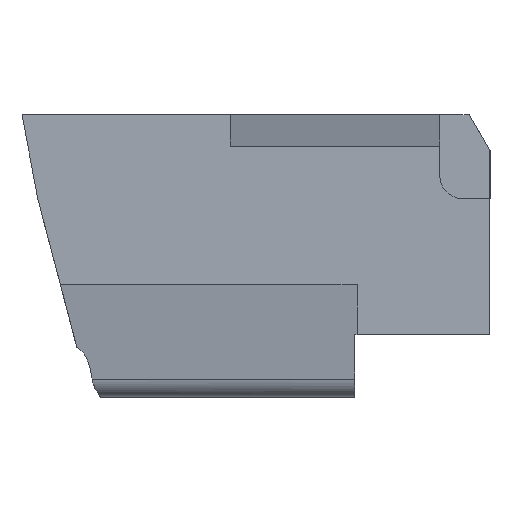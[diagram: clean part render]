
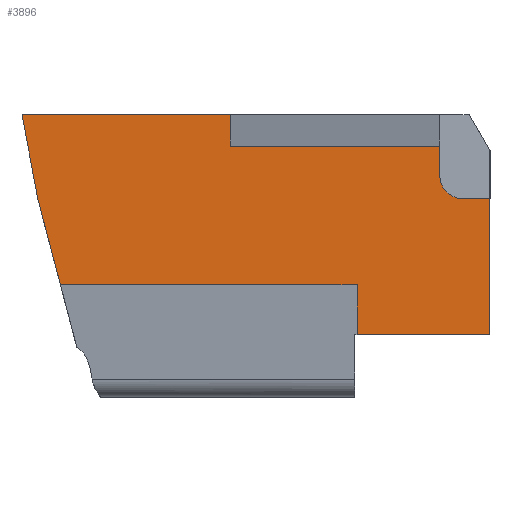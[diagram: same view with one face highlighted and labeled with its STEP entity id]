
A CAD part, front view. The second image highlights one B-rep face of the part: STEP entity #3896.
In plain terms, the highlighted planar face has unit normal (0, -1, 0).
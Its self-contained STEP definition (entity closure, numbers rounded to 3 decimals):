
#97=CARTESIAN_POINT('Vertex',(-34.684,10.,5.769)) ;
#100=CARTESIAN_POINT('Line Origine',(-35.767,10.,9.884)) ;
#104=CARTESIAN_POINT('Vertex',(-36.85,10.,14.)) ;
#271=CARTESIAN_POINT('Vertex',(-6.35,10.,5.769)) ;
#274=CARTESIAN_POINT('Line Origine',(-20.517,10.,5.769)) ;
#535=CARTESIAN_POINT('Line Origine',(6.35,10.,9.768)) ;
#539=CARTESIAN_POINT('Vertex',(6.35,10.,1.)) ;
#541=CARTESIAN_POINT('Vertex',(6.35,10.,18.536)) ;
#663=CARTESIAN_POINT('Vertex',(-38.35,10.,22.)) ;
#666=CARTESIAN_POINT('Line Origine',(-28.4,10.,22.)) ;
#670=CARTESIAN_POINT('Vertex',(-18.45,10.,22.)) ;
#938=CARTESIAN_POINT('Line Origine',(-6.35,10.,3.384)) ;
#942=CARTESIAN_POINT('Vertex',(-6.35,10.,1.)) ;
#2940=CARTESIAN_POINT('Line Origine',(-6.184,10.,19.)) ;
#2944=CARTESIAN_POINT('Vertex',(-18.45,10.,19.)) ;
#2946=CARTESIAN_POINT('Vertex',(6.082,10.,19.)) ;
#3469=CARTESIAN_POINT('Line Origine',(-18.45,10.,20.5)) ;
#3748=CARTESIAN_POINT('Line Origine',(0.,10.,1.)) ;
#3795=CARTESIAN_POINT('Line Origine',(6.216,10.,18.768)) ;
#3874=CARTESIAN_POINT('Axis2P3D Location',(6.35,10.,0.642)) ;
#3879=CARTESIAN_POINT('Line Origine',(-37.6,10.,18.)) ;
#102=VECTOR('Line Direction',#101,1.) ;
#276=VECTOR('Line Direction',#275,1.) ;
#537=VECTOR('Line Direction',#536,1.) ;
#668=VECTOR('Line Direction',#667,1.) ;
#940=VECTOR('Line Direction',#939,1.) ;
#2942=VECTOR('Line Direction',#2941,1.) ;
#3471=VECTOR('Line Direction',#3470,1.) ;
#3750=VECTOR('Line Direction',#3749,1.) ;
#3797=VECTOR('Line Direction',#3796,1.) ;
#3881=VECTOR('Line Direction',#3880,1.) ;
#101=DIRECTION('Vector Direction',(0.254,0.,-0.967)) ;
#275=DIRECTION('Vector Direction',(1.,0.,0.)) ;
#536=DIRECTION('Vector Direction',(0.,0.,1.)) ;
#667=DIRECTION('Vector Direction',(-1.,0.,0.)) ;
#939=DIRECTION('Vector Direction',(0.,0.,-1.)) ;
#2941=DIRECTION('Vector Direction',(-1.,0.,0.)) ;
#3470=DIRECTION('Vector Direction',(0.,0.,-1.)) ;
#3749=DIRECTION('Vector Direction',(-1.,0.,0.)) ;
#3796=DIRECTION('Vector Direction',(0.5,0.,-0.866)) ;
#3875=DIRECTION('Axis2P3D Direction',(0.,-1.,0.)) ;
#3876=DIRECTION('Axis2P3D XDirection',(0.,0.,1.)) ;
#3880=DIRECTION('Vector Direction',(0.184,0.,-0.983)) ;
#3877=AXIS2_PLACEMENT_3D('Plane Axis2P3D',#3874,#3875,#3876) ;
#103=LINE('Line',#100,#102) ;
#277=LINE('Line',#274,#276) ;
#538=LINE('Line',#535,#537) ;
#669=LINE('Line',#666,#668) ;
#941=LINE('Line',#938,#940) ;
#2943=LINE('Line',#2940,#2942) ;
#3472=LINE('Line',#3469,#3471) ;
#3751=LINE('Line',#3748,#3750) ;
#3798=LINE('Line',#3795,#3797) ;
#3882=LINE('Line',#3879,#3881) ;
#3878=PLANE('',#3877) ;
#106=EDGE_CURVE('',#105,#98,#103,.T.) ;
#278=EDGE_CURVE('',#98,#272,#277,.T.) ;
#543=EDGE_CURVE('',#540,#542,#538,.T.) ;
#672=EDGE_CURVE('',#671,#664,#669,.T.) ;
#944=EDGE_CURVE('',#272,#943,#941,.T.) ;
#2948=EDGE_CURVE('',#2945,#2947,#2943,.F.) ;
#3473=EDGE_CURVE('',#671,#2945,#3472,.T.) ;
#3752=EDGE_CURVE('',#540,#943,#3751,.T.) ;
#3799=EDGE_CURVE('',#2947,#542,#3798,.T.) ;
#3883=EDGE_CURVE('',#664,#105,#3882,.T.) ;
#3884=EDGE_LOOP('',(#3885,#3886,#3887,#3888,#3889,#3890,#3891,#3892,#3893,#3894)) ;
#3885=ORIENTED_EDGE('',*,*,#278,.T.) ;
#3886=ORIENTED_EDGE('',*,*,#944,.T.) ;
#3887=ORIENTED_EDGE('',*,*,#3752,.F.) ;
#3888=ORIENTED_EDGE('',*,*,#543,.T.) ;
#3889=ORIENTED_EDGE('',*,*,#3799,.F.) ;
#3890=ORIENTED_EDGE('',*,*,#2948,.F.) ;
#3891=ORIENTED_EDGE('',*,*,#3473,.F.) ;
#3892=ORIENTED_EDGE('',*,*,#672,.T.) ;
#3893=ORIENTED_EDGE('',*,*,#3883,.T.) ;
#3894=ORIENTED_EDGE('',*,*,#106,.T.) ;
#98=VERTEX_POINT('',#97) ;
#105=VERTEX_POINT('',#104) ;
#272=VERTEX_POINT('',#271) ;
#540=VERTEX_POINT('',#539) ;
#542=VERTEX_POINT('',#541) ;
#664=VERTEX_POINT('',#663) ;
#671=VERTEX_POINT('',#670) ;
#943=VERTEX_POINT('',#942) ;
#2945=VERTEX_POINT('',#2944) ;
#2947=VERTEX_POINT('',#2946) ;
#3896=ADVANCED_FACE('Corps principal',(#3895),#3878,.T.) ;
#3895=FACE_OUTER_BOUND('',#3884,.T.) ;
